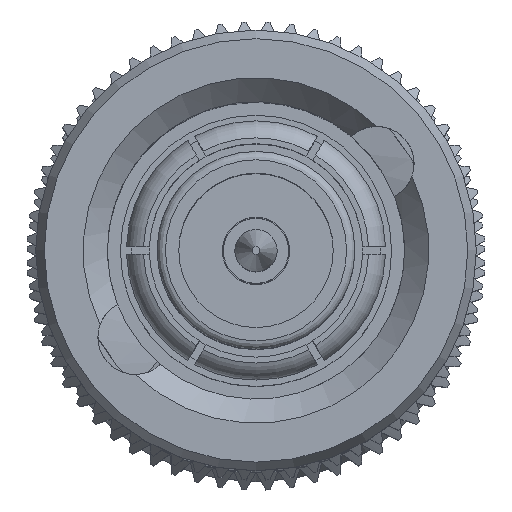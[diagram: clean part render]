
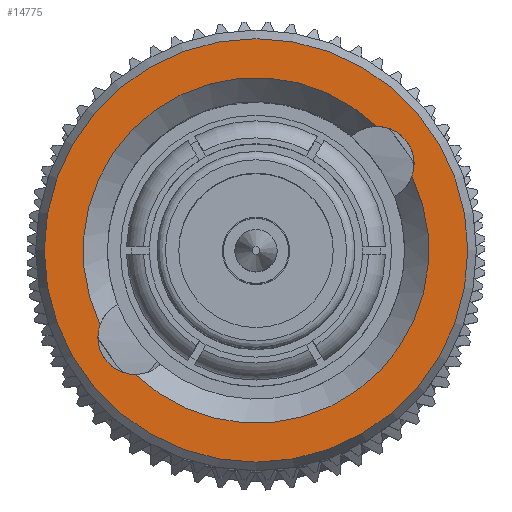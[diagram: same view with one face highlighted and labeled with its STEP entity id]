
A CAD part, top view. The second image highlights one B-rep face of the part: STEP entity #14775.
In plain terms, the highlighted face is planar.
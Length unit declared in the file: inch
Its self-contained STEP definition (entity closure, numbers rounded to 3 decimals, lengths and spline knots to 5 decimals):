
#196 = DIRECTION ( 'NONE',  ( 1., 0., 0. ) ) ;
#888 = CARTESIAN_POINT ( 'NONE',  ( 0.047, 0., 0. ) ) ;
#1308 = CIRCLE ( 'NONE', #8439, 0.04645 ) ;
#1526 = CARTESIAN_POINT ( 'NONE',  ( 0.047, -0.19403, 0.09247 ) ) ;
#1595 = CARTESIAN_POINT ( 'NONE',  ( 0.047, 0.14961, -0.15433 ) ) ;
#1879 = ORIENTED_EDGE ( 'NONE', *, *, #6079, .T. ) ;
#2071 = DIRECTION ( 'NONE',  ( 1., 0., 0. ) ) ;
#2562 = VERTEX_POINT ( 'NONE', #1595 ) ;
#2776 = CIRCLE ( 'NONE', #12362, 0.21494 ) ;
#3026 = DIRECTION ( 'NONE',  ( 0., 0., -1. ) ) ;
#3359 = PLANE ( 'NONE',  #16299 ) ;
#3548 = CARTESIAN_POINT ( 'NONE',  ( 0.047, -0.14961, 0.15433 ) ) ;
#4051 = EDGE_CURVE ( 'NONE', #14272, #15120, #5804, .T. ) ;
#5684 = DIRECTION ( 'NONE',  ( 0., 0., 1. ) ) ;
#5804 = CIRCLE ( 'NONE', #8282, 0.21494 ) ;
#6079 = EDGE_CURVE ( 'NONE', #2562, #14272, #7955, .T. ) ;
#6135 = DIRECTION ( 'NONE',  ( 1., 0., 0. ) ) ;
#6371 = FACE_OUTER_BOUND ( 'NONE', #14532, .T. ) ;
#7519 = EDGE_LOOP ( 'NONE', ( #15341, #11527, #8309, #1879 ) ) ;
#7876 = CARTESIAN_POINT ( 'NONE',  ( 0.047, 0., 0. ) ) ;
#7955 = CIRCLE ( 'NONE', #11508, 0.04645 ) ;
#8282 = AXIS2_PLACEMENT_3D ( 'NONE', #888, #6135, #15336 ) ;
#8309 = ORIENTED_EDGE ( 'NONE', *, *, #9356, .T. ) ;
#8439 = AXIS2_PLACEMENT_3D ( 'NONE', #14797, #14882, #3026 ) ;
#9319 = CARTESIAN_POINT ( 'NONE',  ( 0.047, 0.15021, -0.10789 ) ) ;
#9356 = EDGE_CURVE ( 'NONE', #9730, #2562, #2776, .T. ) ;
#9730 = VERTEX_POINT ( 'NONE', #1526 ) ;
#10312 = FACE_BOUND ( 'NONE', #7519, .T. ) ;
#10342 = CIRCLE ( 'NONE', #12805, 0.26339 ) ;
#11508 = AXIS2_PLACEMENT_3D ( 'NONE', #9319, #196, #16018 ) ;
#11512 = CARTESIAN_POINT ( 'NONE',  ( 0.047, 0., -0.26339 ) ) ;
#11527 = ORIENTED_EDGE ( 'NONE', *, *, #13183, .T. ) ;
#11776 = ORIENTED_EDGE ( 'NONE', *, *, #12506, .F. ) ;
#12213 = DIRECTION ( 'NONE',  ( 1., 0., 0. ) ) ;
#12362 = AXIS2_PLACEMENT_3D ( 'NONE', #16340, #12213, #5684 ) ;
#12506 = EDGE_CURVE ( 'NONE', #14089, #14089, #10342, .T. ) ;
#12552 = CARTESIAN_POINT ( 'NONE',  ( 0.047, 0., -0.26339 ) ) ;
#12805 = AXIS2_PLACEMENT_3D ( 'NONE', #7876, #14650, #14573 ) ;
#13183 = EDGE_CURVE ( 'NONE', #15120, #9730, #1308, .T. ) ;
#13934 = DIRECTION ( 'NONE',  ( 0., 0., -1. ) ) ;
#14089 = VERTEX_POINT ( 'NONE', #11512 ) ;
#14272 = VERTEX_POINT ( 'NONE', #16689 ) ;
#14532 = EDGE_LOOP ( 'NONE', ( #11776 ) ) ;
#14573 = DIRECTION ( 'NONE',  ( 0., 0., -1. ) ) ;
#14650 = DIRECTION ( 'NONE',  ( 1., 0., 0. ) ) ;
#14775 = ADVANCED_FACE ( 'NONE', ( #6371, #10312 ), #3359, .F. ) ;
#14797 = CARTESIAN_POINT ( 'NONE',  ( 0.047, -0.15021, 0.10789 ) ) ;
#14882 = DIRECTION ( 'NONE',  ( 1., 0., 0. ) ) ;
#15120 = VERTEX_POINT ( 'NONE', #3548 ) ;
#15336 = DIRECTION ( 'NONE',  ( 0., 0., 1. ) ) ;
#15341 = ORIENTED_EDGE ( 'NONE', *, *, #4051, .T. ) ;
#16018 = DIRECTION ( 'NONE',  ( 0., 0., -1. ) ) ;
#16299 = AXIS2_PLACEMENT_3D ( 'NONE', #12552, #2071, #13934 ) ;
#16340 = CARTESIAN_POINT ( 'NONE',  ( 0.047, 0., 0. ) ) ;
#16689 = CARTESIAN_POINT ( 'NONE',  ( 0.047, 0.19403, -0.09247 ) ) ;
